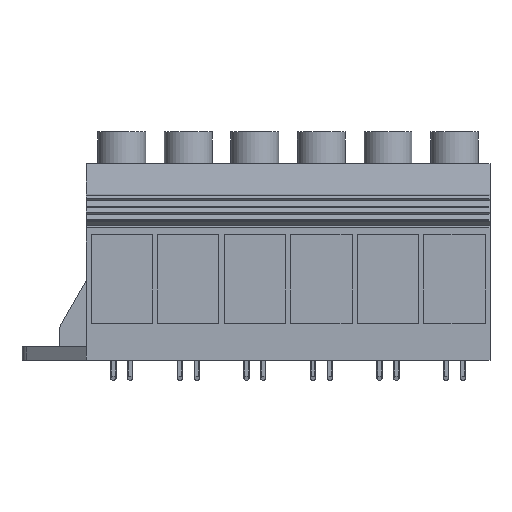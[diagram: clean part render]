
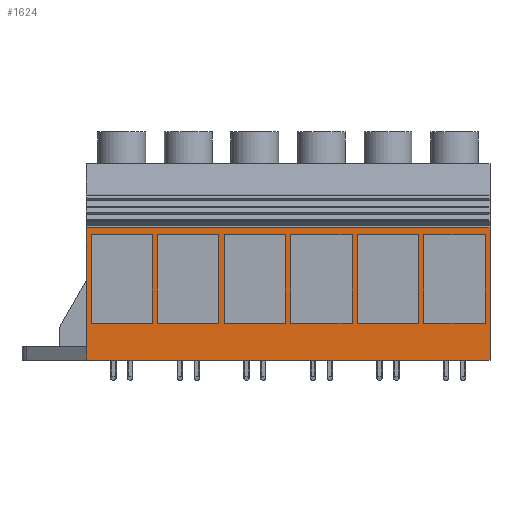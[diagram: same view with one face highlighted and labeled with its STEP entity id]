
A CAD part, top view. The second image highlights one B-rep face of the part: STEP entity #1624.
In plain terms, the highlighted planar face has unit normal (0, 0, 1).
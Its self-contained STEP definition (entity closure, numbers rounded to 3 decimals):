
#1385=AXIS2_PLACEMENT_3D('Plane Axis2P3D',#1382,#1383,#1384) ;
#532=CARTESIAN_POINT('Vertex',(14.5,7.5,31.)) ;
#535=CARTESIAN_POINT('Line Origine',(14.5,20.9,31.)) ;
#539=CARTESIAN_POINT('Vertex',(14.5,34.3,31.)) ;
#1382=CARTESIAN_POINT('Axis2P3D Location',(44.5,4.5,31.)) ;
#1387=CARTESIAN_POINT('Line Origine',(14.5,6.,31.)) ;
#1391=CARTESIAN_POINT('Vertex',(14.5,4.5,31.)) ;
#1394=CARTESIAN_POINT('Line Origine',(60.,4.5,31.)) ;
#1398=CARTESIAN_POINT('Vertex',(105.5,4.5,31.)) ;
#1401=CARTESIAN_POINT('Line Origine',(105.5,19.4,31.)) ;
#1405=CARTESIAN_POINT('Vertex',(105.5,34.3,31.)) ;
#1408=CARTESIAN_POINT('Line Origine',(60.,34.3,31.)) ;
#1420=CARTESIAN_POINT('Line Origine',(15.6,22.8,31.)) ;
#1424=CARTESIAN_POINT('Vertex',(15.6,12.8,31.)) ;
#1426=CARTESIAN_POINT('Vertex',(15.6,32.8,31.)) ;
#1429=CARTESIAN_POINT('Line Origine',(22.5,32.8,31.)) ;
#1433=CARTESIAN_POINT('Vertex',(29.4,32.8,31.)) ;
#1436=CARTESIAN_POINT('Line Origine',(29.4,22.8,31.)) ;
#1440=CARTESIAN_POINT('Vertex',(29.4,12.8,31.)) ;
#1443=CARTESIAN_POINT('Line Origine',(22.5,12.8,31.)) ;
#1454=CARTESIAN_POINT('Line Origine',(52.5,12.8,31.)) ;
#1458=CARTESIAN_POINT('Vertex',(59.4,12.8,31.)) ;
#1460=CARTESIAN_POINT('Vertex',(45.6,12.8,31.)) ;
#1463=CARTESIAN_POINT('Line Origine',(45.6,22.8,31.)) ;
#1467=CARTESIAN_POINT('Vertex',(45.6,32.8,31.)) ;
#1470=CARTESIAN_POINT('Line Origine',(52.5,32.8,31.)) ;
#1474=CARTESIAN_POINT('Vertex',(59.4,32.8,31.)) ;
#1477=CARTESIAN_POINT('Line Origine',(59.4,22.8,31.)) ;
#1488=CARTESIAN_POINT('Line Origine',(37.5,12.8,31.)) ;
#1492=CARTESIAN_POINT('Vertex',(44.4,12.8,31.)) ;
#1494=CARTESIAN_POINT('Vertex',(30.6,12.8,31.)) ;
#1497=CARTESIAN_POINT('Line Origine',(30.6,22.8,31.)) ;
#1501=CARTESIAN_POINT('Vertex',(30.6,32.8,31.)) ;
#1504=CARTESIAN_POINT('Line Origine',(37.5,32.8,31.)) ;
#1508=CARTESIAN_POINT('Vertex',(44.4,32.8,31.)) ;
#1511=CARTESIAN_POINT('Line Origine',(44.4,22.8,31.)) ;
#1522=CARTESIAN_POINT('Line Origine',(82.5,32.8,31.)) ;
#1526=CARTESIAN_POINT('Vertex',(75.6,32.8,31.)) ;
#1528=CARTESIAN_POINT('Vertex',(89.4,32.8,31.)) ;
#1531=CARTESIAN_POINT('Line Origine',(89.4,22.8,31.)) ;
#1535=CARTESIAN_POINT('Vertex',(89.4,12.8,31.)) ;
#1538=CARTESIAN_POINT('Line Origine',(82.5,12.8,31.)) ;
#1542=CARTESIAN_POINT('Vertex',(75.6,12.8,31.)) ;
#1545=CARTESIAN_POINT('Line Origine',(75.6,22.8,31.)) ;
#1556=CARTESIAN_POINT('Line Origine',(67.5,12.8,31.)) ;
#1560=CARTESIAN_POINT('Vertex',(74.4,12.8,31.)) ;
#1562=CARTESIAN_POINT('Vertex',(60.6,12.8,31.)) ;
#1565=CARTESIAN_POINT('Line Origine',(60.6,22.8,31.)) ;
#1569=CARTESIAN_POINT('Vertex',(60.6,32.8,31.)) ;
#1572=CARTESIAN_POINT('Line Origine',(67.5,32.8,31.)) ;
#1576=CARTESIAN_POINT('Vertex',(74.4,32.8,31.)) ;
#1579=CARTESIAN_POINT('Line Origine',(74.4,22.8,31.)) ;
#1590=CARTESIAN_POINT('Line Origine',(104.4,22.8,31.)) ;
#1594=CARTESIAN_POINT('Vertex',(104.4,32.8,31.)) ;
#1596=CARTESIAN_POINT('Vertex',(104.4,12.8,31.)) ;
#1599=CARTESIAN_POINT('Line Origine',(97.5,12.8,31.)) ;
#1603=CARTESIAN_POINT('Vertex',(90.6,12.8,31.)) ;
#1606=CARTESIAN_POINT('Line Origine',(90.6,22.8,31.)) ;
#1610=CARTESIAN_POINT('Vertex',(90.6,32.8,31.)) ;
#1613=CARTESIAN_POINT('Line Origine',(97.5,32.8,31.)) ;
#536=DIRECTION('Vector Direction',(0.,1.,0.)) ;
#1383=DIRECTION('Axis2P3D Direction',(0.,0.,-1.)) ;
#1384=DIRECTION('Axis2P3D XDirection',(0.,1.,0.)) ;
#1388=DIRECTION('Vector Direction',(0.,1.,0.)) ;
#1395=DIRECTION('Vector Direction',(1.,0.,0.)) ;
#1402=DIRECTION('Vector Direction',(0.,1.,0.)) ;
#1409=DIRECTION('Vector Direction',(1.,0.,0.)) ;
#1421=DIRECTION('Vector Direction',(0.,1.,0.)) ;
#1430=DIRECTION('Vector Direction',(1.,0.,0.)) ;
#1437=DIRECTION('Vector Direction',(0.,1.,0.)) ;
#1444=DIRECTION('Vector Direction',(1.,0.,0.)) ;
#1455=DIRECTION('Vector Direction',(1.,0.,0.)) ;
#1464=DIRECTION('Vector Direction',(0.,1.,0.)) ;
#1471=DIRECTION('Vector Direction',(1.,0.,0.)) ;
#1478=DIRECTION('Vector Direction',(0.,1.,0.)) ;
#1489=DIRECTION('Vector Direction',(1.,0.,0.)) ;
#1498=DIRECTION('Vector Direction',(0.,1.,0.)) ;
#1505=DIRECTION('Vector Direction',(1.,0.,0.)) ;
#1512=DIRECTION('Vector Direction',(0.,1.,0.)) ;
#1523=DIRECTION('Vector Direction',(1.,0.,0.)) ;
#1532=DIRECTION('Vector Direction',(0.,1.,0.)) ;
#1539=DIRECTION('Vector Direction',(1.,0.,0.)) ;
#1546=DIRECTION('Vector Direction',(0.,1.,0.)) ;
#1557=DIRECTION('Vector Direction',(1.,0.,0.)) ;
#1566=DIRECTION('Vector Direction',(0.,1.,0.)) ;
#1573=DIRECTION('Vector Direction',(1.,0.,0.)) ;
#1580=DIRECTION('Vector Direction',(0.,1.,0.)) ;
#1591=DIRECTION('Vector Direction',(0.,1.,0.)) ;
#1600=DIRECTION('Vector Direction',(1.,0.,0.)) ;
#1607=DIRECTION('Vector Direction',(0.,1.,0.)) ;
#1614=DIRECTION('Vector Direction',(1.,0.,0.)) ;
#537=VECTOR('Line Direction',#536,1.) ;
#1389=VECTOR('Line Direction',#1388,1.) ;
#1396=VECTOR('Line Direction',#1395,1.) ;
#1403=VECTOR('Line Direction',#1402,1.) ;
#1410=VECTOR('Line Direction',#1409,1.) ;
#1422=VECTOR('Line Direction',#1421,1.) ;
#1431=VECTOR('Line Direction',#1430,1.) ;
#1438=VECTOR('Line Direction',#1437,1.) ;
#1445=VECTOR('Line Direction',#1444,1.) ;
#1456=VECTOR('Line Direction',#1455,1.) ;
#1465=VECTOR('Line Direction',#1464,1.) ;
#1472=VECTOR('Line Direction',#1471,1.) ;
#1479=VECTOR('Line Direction',#1478,1.) ;
#1490=VECTOR('Line Direction',#1489,1.) ;
#1499=VECTOR('Line Direction',#1498,1.) ;
#1506=VECTOR('Line Direction',#1505,1.) ;
#1513=VECTOR('Line Direction',#1512,1.) ;
#1524=VECTOR('Line Direction',#1523,1.) ;
#1533=VECTOR('Line Direction',#1532,1.) ;
#1540=VECTOR('Line Direction',#1539,1.) ;
#1547=VECTOR('Line Direction',#1546,1.) ;
#1558=VECTOR('Line Direction',#1557,1.) ;
#1567=VECTOR('Line Direction',#1566,1.) ;
#1574=VECTOR('Line Direction',#1573,1.) ;
#1581=VECTOR('Line Direction',#1580,1.) ;
#1592=VECTOR('Line Direction',#1591,1.) ;
#1601=VECTOR('Line Direction',#1600,1.) ;
#1608=VECTOR('Line Direction',#1607,1.) ;
#1615=VECTOR('Line Direction',#1614,1.) ;
#1414=ORIENTED_EDGE('',*,*,#541,.F.) ;
#1415=ORIENTED_EDGE('',*,*,#1393,.T.) ;
#1416=ORIENTED_EDGE('',*,*,#1400,.T.) ;
#1417=ORIENTED_EDGE('',*,*,#1407,.T.) ;
#1418=ORIENTED_EDGE('',*,*,#1412,.F.) ;
#1449=ORIENTED_EDGE('',*,*,#1428,.T.) ;
#1450=ORIENTED_EDGE('',*,*,#1435,.T.) ;
#1451=ORIENTED_EDGE('',*,*,#1442,.T.) ;
#1452=ORIENTED_EDGE('',*,*,#1447,.T.) ;
#1483=ORIENTED_EDGE('',*,*,#1462,.T.) ;
#1484=ORIENTED_EDGE('',*,*,#1469,.T.) ;
#1485=ORIENTED_EDGE('',*,*,#1476,.T.) ;
#1486=ORIENTED_EDGE('',*,*,#1481,.T.) ;
#1517=ORIENTED_EDGE('',*,*,#1496,.T.) ;
#1518=ORIENTED_EDGE('',*,*,#1503,.T.) ;
#1519=ORIENTED_EDGE('',*,*,#1510,.T.) ;
#1520=ORIENTED_EDGE('',*,*,#1515,.T.) ;
#1551=ORIENTED_EDGE('',*,*,#1530,.T.) ;
#1552=ORIENTED_EDGE('',*,*,#1537,.T.) ;
#1553=ORIENTED_EDGE('',*,*,#1544,.T.) ;
#1554=ORIENTED_EDGE('',*,*,#1549,.T.) ;
#1585=ORIENTED_EDGE('',*,*,#1564,.T.) ;
#1586=ORIENTED_EDGE('',*,*,#1571,.T.) ;
#1587=ORIENTED_EDGE('',*,*,#1578,.T.) ;
#1588=ORIENTED_EDGE('',*,*,#1583,.T.) ;
#1619=ORIENTED_EDGE('',*,*,#1598,.T.) ;
#1620=ORIENTED_EDGE('',*,*,#1605,.T.) ;
#1621=ORIENTED_EDGE('',*,*,#1612,.T.) ;
#1622=ORIENTED_EDGE('',*,*,#1617,.T.) ;
#1453=FACE_BOUND('',#1448,.T.) ;
#1487=FACE_BOUND('',#1482,.T.) ;
#1521=FACE_BOUND('',#1516,.T.) ;
#1555=FACE_BOUND('',#1550,.T.) ;
#1589=FACE_BOUND('',#1584,.T.) ;
#1623=FACE_BOUND('',#1618,.T.) ;
#1624=ADVANCED_FACE('HOUSING',(#1419,#1453,#1487,#1521,#1555,#1589,#1623),#1386,.F.) ;
#541=EDGE_CURVE('',#533,#540,#538,.T.) ;
#1393=EDGE_CURVE('',#533,#1392,#1390,.F.) ;
#1400=EDGE_CURVE('',#1392,#1399,#1397,.T.) ;
#1407=EDGE_CURVE('',#1399,#1406,#1404,.T.) ;
#1412=EDGE_CURVE('',#540,#1406,#1411,.T.) ;
#1428=EDGE_CURVE('',#1425,#1427,#1423,.T.) ;
#1435=EDGE_CURVE('',#1427,#1434,#1432,.T.) ;
#1442=EDGE_CURVE('',#1434,#1441,#1439,.F.) ;
#1447=EDGE_CURVE('',#1441,#1425,#1446,.F.) ;
#1462=EDGE_CURVE('',#1459,#1461,#1457,.F.) ;
#1469=EDGE_CURVE('',#1461,#1468,#1466,.T.) ;
#1476=EDGE_CURVE('',#1468,#1475,#1473,.T.) ;
#1481=EDGE_CURVE('',#1475,#1459,#1480,.F.) ;
#1496=EDGE_CURVE('',#1493,#1495,#1491,.F.) ;
#1503=EDGE_CURVE('',#1495,#1502,#1500,.T.) ;
#1510=EDGE_CURVE('',#1502,#1509,#1507,.T.) ;
#1515=EDGE_CURVE('',#1509,#1493,#1514,.F.) ;
#1530=EDGE_CURVE('',#1527,#1529,#1525,.T.) ;
#1537=EDGE_CURVE('',#1529,#1536,#1534,.F.) ;
#1544=EDGE_CURVE('',#1536,#1543,#1541,.F.) ;
#1549=EDGE_CURVE('',#1543,#1527,#1548,.T.) ;
#1564=EDGE_CURVE('',#1561,#1563,#1559,.F.) ;
#1571=EDGE_CURVE('',#1563,#1570,#1568,.T.) ;
#1578=EDGE_CURVE('',#1570,#1577,#1575,.T.) ;
#1583=EDGE_CURVE('',#1577,#1561,#1582,.F.) ;
#1598=EDGE_CURVE('',#1595,#1597,#1593,.F.) ;
#1605=EDGE_CURVE('',#1597,#1604,#1602,.F.) ;
#1612=EDGE_CURVE('',#1604,#1611,#1609,.T.) ;
#1617=EDGE_CURVE('',#1611,#1595,#1616,.T.) ;
#1413=EDGE_LOOP('',(#1414,#1415,#1416,#1417,#1418)) ;
#1448=EDGE_LOOP('',(#1449,#1450,#1451,#1452)) ;
#1482=EDGE_LOOP('',(#1483,#1484,#1485,#1486)) ;
#1516=EDGE_LOOP('',(#1517,#1518,#1519,#1520)) ;
#1550=EDGE_LOOP('',(#1551,#1552,#1553,#1554)) ;
#1584=EDGE_LOOP('',(#1585,#1586,#1587,#1588)) ;
#1618=EDGE_LOOP('',(#1619,#1620,#1621,#1622)) ;
#1419=FACE_OUTER_BOUND('',#1413,.T.) ;
#538=LINE('Line',#535,#537) ;
#1390=LINE('Line',#1387,#1389) ;
#1397=LINE('Line',#1394,#1396) ;
#1404=LINE('Line',#1401,#1403) ;
#1411=LINE('Line',#1408,#1410) ;
#1423=LINE('Line',#1420,#1422) ;
#1432=LINE('Line',#1429,#1431) ;
#1439=LINE('Line',#1436,#1438) ;
#1446=LINE('Line',#1443,#1445) ;
#1457=LINE('Line',#1454,#1456) ;
#1466=LINE('Line',#1463,#1465) ;
#1473=LINE('Line',#1470,#1472) ;
#1480=LINE('Line',#1477,#1479) ;
#1491=LINE('Line',#1488,#1490) ;
#1500=LINE('Line',#1497,#1499) ;
#1507=LINE('Line',#1504,#1506) ;
#1514=LINE('Line',#1511,#1513) ;
#1525=LINE('Line',#1522,#1524) ;
#1534=LINE('Line',#1531,#1533) ;
#1541=LINE('Line',#1538,#1540) ;
#1548=LINE('Line',#1545,#1547) ;
#1559=LINE('Line',#1556,#1558) ;
#1568=LINE('Line',#1565,#1567) ;
#1575=LINE('Line',#1572,#1574) ;
#1582=LINE('Line',#1579,#1581) ;
#1593=LINE('Line',#1590,#1592) ;
#1602=LINE('Line',#1599,#1601) ;
#1609=LINE('Line',#1606,#1608) ;
#1616=LINE('Line',#1613,#1615) ;
#1386=PLANE('',#1385) ;
#533=VERTEX_POINT('',#532) ;
#540=VERTEX_POINT('',#539) ;
#1392=VERTEX_POINT('',#1391) ;
#1399=VERTEX_POINT('',#1398) ;
#1406=VERTEX_POINT('',#1405) ;
#1425=VERTEX_POINT('',#1424) ;
#1427=VERTEX_POINT('',#1426) ;
#1434=VERTEX_POINT('',#1433) ;
#1441=VERTEX_POINT('',#1440) ;
#1459=VERTEX_POINT('',#1458) ;
#1461=VERTEX_POINT('',#1460) ;
#1468=VERTEX_POINT('',#1467) ;
#1475=VERTEX_POINT('',#1474) ;
#1493=VERTEX_POINT('',#1492) ;
#1495=VERTEX_POINT('',#1494) ;
#1502=VERTEX_POINT('',#1501) ;
#1509=VERTEX_POINT('',#1508) ;
#1527=VERTEX_POINT('',#1526) ;
#1529=VERTEX_POINT('',#1528) ;
#1536=VERTEX_POINT('',#1535) ;
#1543=VERTEX_POINT('',#1542) ;
#1561=VERTEX_POINT('',#1560) ;
#1563=VERTEX_POINT('',#1562) ;
#1570=VERTEX_POINT('',#1569) ;
#1577=VERTEX_POINT('',#1576) ;
#1595=VERTEX_POINT('',#1594) ;
#1597=VERTEX_POINT('',#1596) ;
#1604=VERTEX_POINT('',#1603) ;
#1611=VERTEX_POINT('',#1610) ;
